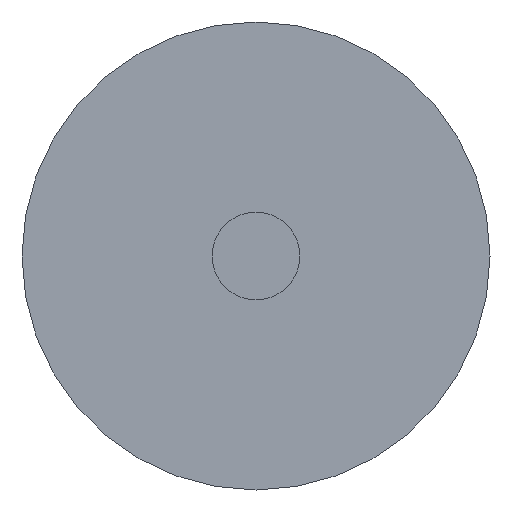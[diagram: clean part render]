
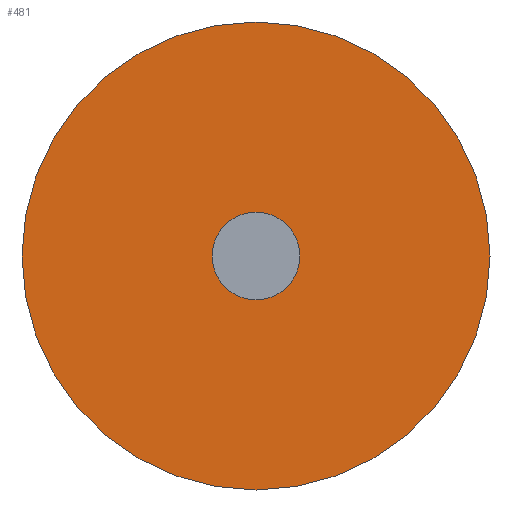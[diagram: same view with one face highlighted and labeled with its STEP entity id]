
A CAD part, front view. The second image highlights one B-rep face of the part: STEP entity #481.
In plain terms, the highlighted planar face has unit normal (0, -1, 0).
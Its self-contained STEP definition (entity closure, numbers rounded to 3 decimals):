
#179 = VERTEX_POINT ( 'NONE', #1538 ) ;
#222 = VERTEX_POINT ( 'NONE', #1805 ) ;
#225 = VERTEX_POINT ( 'NONE', #1731 ) ;
#228 = VERTEX_POINT ( 'NONE', #1794 ) ;
#231 = EDGE_CURVE ( 'NONE', #225, #222, #1793, .T. ) ;
#274 = EDGE_CURVE ( 'NONE', #222, #225, #1522, .T. ) ;
#275 = EDGE_LOOP ( 'NONE', ( #276, #277 ) ) ;
#276 = ORIENTED_EDGE ( 'NONE', *, *, #547, .T. ) ;
#277 = ORIENTED_EDGE ( 'NONE', *, *, #385, .T. ) ;
#385 = EDGE_CURVE ( 'NONE', #228, #179, #2071, .T. ) ;
#481 = ADVANCED_FACE ( 'NONE', ( #2214, #2283 ), #2212, .T. ) ;
#482 = ORIENTED_EDGE ( 'NONE', *, *, #231, .F. ) ;
#483 = ORIENTED_EDGE ( 'NONE', *, *, #274, .F. ) ;
#487 = EDGE_LOOP ( 'NONE', ( #483, #482 ) ) ;
#547 = EDGE_CURVE ( 'NONE', #179, #228, #2456, .T. ) ;
#1361 = DIRECTION ( 'NONE',  ( 0., 0., -1. ) ) ;
#1519 = DIRECTION ( 'NONE',  ( 0., -1., 0. ) ) ;
#1520 = CARTESIAN_POINT ( 'NONE',  ( 0., 0., 0. ) ) ;
#1521 = AXIS2_PLACEMENT_3D ( 'NONE', #1520, #1519, #1361 ) ;
#1522 = CIRCLE ( 'NONE', #1521, 7.5 ) ;
#1538 = CARTESIAN_POINT ( 'NONE',  ( 0., 0., -40. ) ) ;
#1731 = CARTESIAN_POINT ( 'NONE',  ( 0., 0., 7.5 ) ) ;
#1784 = DIRECTION ( 'NONE',  ( 0., 0., -1. ) ) ;
#1785 = DIRECTION ( 'NONE',  ( 0., -1., 0. ) ) ;
#1793 = CIRCLE ( 'NONE', #1804, 7.5 ) ;
#1794 = CARTESIAN_POINT ( 'NONE',  ( 0., 0., 40. ) ) ;
#1798 = CARTESIAN_POINT ( 'NONE',  ( 0., 0., 0. ) ) ;
#1804 = AXIS2_PLACEMENT_3D ( 'NONE', #1798, #1785, #1784 ) ;
#1805 = CARTESIAN_POINT ( 'NONE',  ( 0., 0., -7.5 ) ) ;
#2067 = DIRECTION ( 'NONE',  ( 0., 0., -1. ) ) ;
#2068 = DIRECTION ( 'NONE',  ( 0., -1., 0. ) ) ;
#2069 = CARTESIAN_POINT ( 'NONE',  ( 0., 0., 0. ) ) ;
#2070 = AXIS2_PLACEMENT_3D ( 'NONE', #2069, #2068, #2067 ) ;
#2071 = CIRCLE ( 'NONE', #2070, 40. ) ;
#2208 = DIRECTION ( 'NONE',  ( 0., 0., -1. ) ) ;
#2209 = DIRECTION ( 'NONE',  ( 0., -1., 0. ) ) ;
#2212 = PLANE ( 'NONE',  #2306 ) ;
#2214 = FACE_BOUND ( 'NONE', #487, .T. ) ;
#2277 = CARTESIAN_POINT ( 'NONE',  ( 0., 0., 0. ) ) ;
#2283 = FACE_OUTER_BOUND ( 'NONE', #275, .T. ) ;
#2306 = AXIS2_PLACEMENT_3D ( 'NONE', #2277, #2209, #2208 ) ;
#2446 = DIRECTION ( 'NONE',  ( 0., 0., -1. ) ) ;
#2447 = DIRECTION ( 'NONE',  ( 0., -1., 0. ) ) ;
#2448 = CARTESIAN_POINT ( 'NONE',  ( 0., 0., 0. ) ) ;
#2449 = AXIS2_PLACEMENT_3D ( 'NONE', #2448, #2447, #2446 ) ;
#2456 = CIRCLE ( 'NONE', #2449, 40. ) ;
